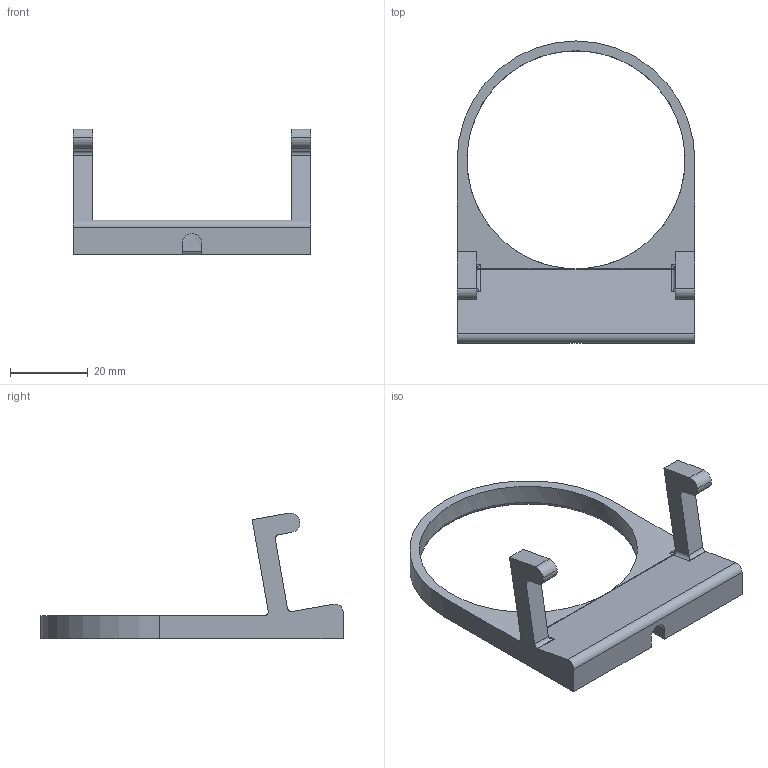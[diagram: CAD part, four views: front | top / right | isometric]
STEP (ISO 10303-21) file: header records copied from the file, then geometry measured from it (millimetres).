
FILE_DESCRIPTION(('HOOPS Exchange Step'),'2;1');
FILE_NAME('temp_export','2022-08-20T08:22:41-07:00',('schwa'),('Shapr3D Limited'),'HOOPS Exchange 2022.1','Shapr3D','Authorized');
FILE_SCHEMA( ('AP203_CONFIGURATION_CONTROLLED_3D_DESIGN_OF_MECHANICAL_PARTS_AND_ASSEMBLIES_MIM_LF') );
Length unit declared in the file: millimetre
Products named in the file (1): Studio Display (Angled)
Bounding box: 61 x 77.5 x 32.31 mm (x, y, z)
Volume: 14128.9 mm3; surface area: 7773.6 mm2
Topology: 1 solids, 1 shells, 42 faces, 120 edges, 76 vertices
Faces by surface type: cylinder 21, plane 18, sphere 2, torus 1
Full cylindrical faces by diameter (mm): 56 x1
Entity records: 1542 total; most frequent: CARTESIAN_POINT 405, DIRECTION 238, ORIENTED_EDGE 236, EDGE_CURVE 118, AXIS2_PLACEMENT_3D 83, VERTEX_POINT 76, VECTOR 72, LINE 72
